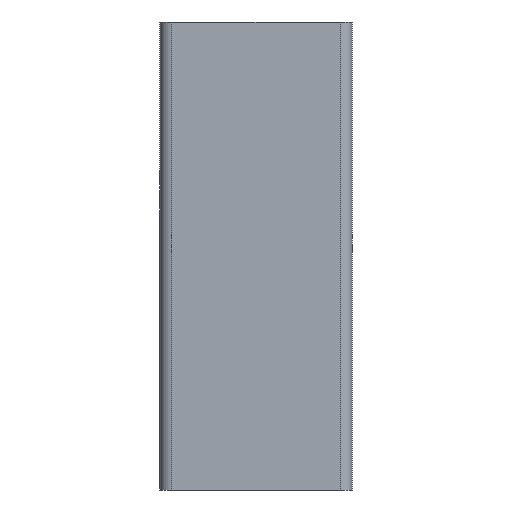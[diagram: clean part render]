
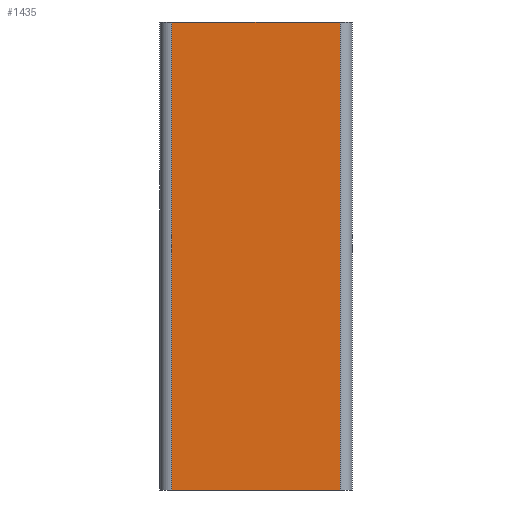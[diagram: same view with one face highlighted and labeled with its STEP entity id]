
A CAD part, front view. The second image highlights one B-rep face of the part: STEP entity #1435.
In plain terms, the highlighted planar face has unit normal (0, -1, 0).
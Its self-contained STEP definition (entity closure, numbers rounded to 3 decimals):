
#57 = VERTEX_POINT ( 'NONE', #438 ) ;
#195 = VECTOR ( 'NONE', #4025, 1000. ) ;
#291 = DIRECTION ( 'NONE',  ( 0., 0., 1. ) ) ;
#325 = DIRECTION ( 'NONE',  ( 1., 0., 0. ) ) ;
#364 = VERTEX_POINT ( 'NONE', #1013 ) ;
#438 = CARTESIAN_POINT ( 'NONE',  ( -9.2, -10.5, 51.15 ) ) ;
#594 = CARTESIAN_POINT ( 'NONE',  ( 9.2, -10.5, 0. ) ) ;
#636 = EDGE_CURVE ( 'NONE', #57, #364, #1020, .T. ) ;
#648 = LINE ( 'NONE', #4126, #195 ) ;
#658 = CARTESIAN_POINT ( 'NONE',  ( -9.2, -10.5, 51.15 ) ) ;
#680 = ORIENTED_EDGE ( 'NONE', *, *, #636, .F. ) ;
#737 = ORIENTED_EDGE ( 'NONE', *, *, #1441, .T. ) ;
#1013 = CARTESIAN_POINT ( 'NONE',  ( 9.2, -10.5, 51.15 ) ) ;
#1020 = LINE ( 'NONE', #3733, #2360 ) ;
#1245 = DIRECTION ( 'NONE',  ( 0., 0., -1. ) ) ;
#1396 = CARTESIAN_POINT ( 'NONE',  ( -9.2, -10.5, 0. ) ) ;
#1404 = AXIS2_PLACEMENT_3D ( 'NONE', #658, #2173, #291 ) ;
#1435 = ADVANCED_FACE ( 'NONE', ( #2150 ), #2551, .F. ) ;
#1441 = EDGE_CURVE ( 'NONE', #57, #1711, #2663, .T. ) ;
#1711 = VERTEX_POINT ( 'NONE', #1396 ) ;
#1919 = CARTESIAN_POINT ( 'NONE',  ( -9.2, -10.5, 51.15 ) ) ;
#2150 = FACE_OUTER_BOUND ( 'NONE', #2435, .T. ) ;
#2173 = DIRECTION ( 'NONE',  ( 0., 1., 0. ) ) ;
#2250 = EDGE_CURVE ( 'NONE', #1711, #2971, #648, .T. ) ;
#2360 = VECTOR ( 'NONE', #325, 1000. ) ;
#2435 = EDGE_LOOP ( 'NONE', ( #2715, #3793, #680, #737 ) ) ;
#2551 = PLANE ( 'NONE',  #1404 ) ;
#2663 = LINE ( 'NONE', #1919, #2749 ) ;
#2709 = LINE ( 'NONE', #3528, #2924 ) ;
#2715 = ORIENTED_EDGE ( 'NONE', *, *, #2250, .T. ) ;
#2749 = VECTOR ( 'NONE', #3127, 1000. ) ;
#2924 = VECTOR ( 'NONE', #1245, 1000. ) ;
#2971 = VERTEX_POINT ( 'NONE', #594 ) ;
#3127 = DIRECTION ( 'NONE',  ( 0., 0., -1. ) ) ;
#3528 = CARTESIAN_POINT ( 'NONE',  ( 9.2, -10.5, 51.15 ) ) ;
#3733 = CARTESIAN_POINT ( 'NONE',  ( -9.2, -10.5, 51.15 ) ) ;
#3756 = EDGE_CURVE ( 'NONE', #364, #2971, #2709, .T. ) ;
#3793 = ORIENTED_EDGE ( 'NONE', *, *, #3756, .F. ) ;
#4025 = DIRECTION ( 'NONE',  ( 1., 0., 0. ) ) ;
#4126 = CARTESIAN_POINT ( 'NONE',  ( -9.2, -10.5, 0. ) ) ;
